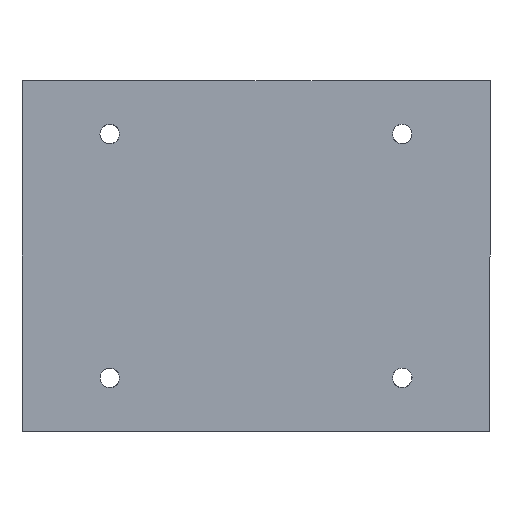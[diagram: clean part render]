
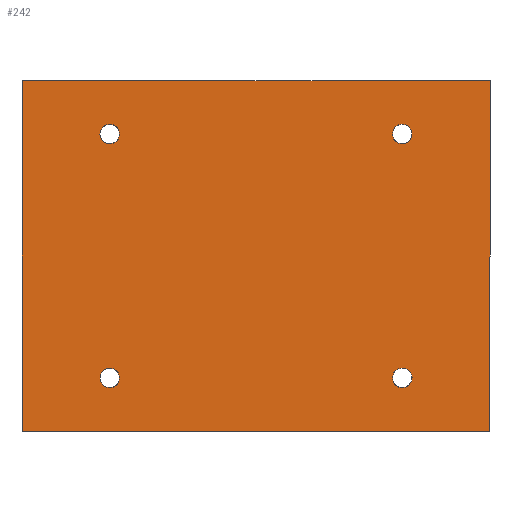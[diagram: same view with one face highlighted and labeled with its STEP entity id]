
A CAD part, front view. The second image highlights one B-rep face of the part: STEP entity #242.
In plain terms, the highlighted planar face has unit normal (0, -1, 0).
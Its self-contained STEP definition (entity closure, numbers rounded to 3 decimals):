
#5 = CARTESIAN_POINT ( 'NONE',  ( 120., -196.86, 0. ) ) ;
#8 = CARTESIAN_POINT ( 'NONE',  ( 75., -196.86, 152.5 ) ) ;
#10 = AXIS2_PLACEMENT_3D ( 'NONE', #66, #544, #671 ) ;
#11 = DIRECTION ( 'NONE',  ( 0., 1., 0. ) ) ;
#18 = DIRECTION ( 'NONE',  ( 0., 1., 0. ) ) ;
#20 = AXIS2_PLACEMENT_3D ( 'NONE', #565, #383, #433 ) ;
#22 = CARTESIAN_POINT ( 'NONE',  ( -75., -196.86, 152.5 ) ) ;
#29 = CARTESIAN_POINT ( 'NONE',  ( 80., -196.86, 152.5 ) ) ;
#33 = FACE_BOUND ( 'NONE', #68, .T. ) ;
#34 = ORIENTED_EDGE ( 'NONE', *, *, #152, .T. ) ;
#43 = FACE_BOUND ( 'NONE', #464, .T. ) ;
#46 = DIRECTION ( 'NONE',  ( 0., 0., 1. ) ) ;
#53 = DIRECTION ( 'NONE',  ( -1., 0., 0. ) ) ;
#57 = LINE ( 'NONE', #763, #435 ) ;
#58 = ORIENTED_EDGE ( 'NONE', *, *, #754, .F. ) ;
#61 = DIRECTION ( 'NONE',  ( -1., 0., 0. ) ) ;
#66 = CARTESIAN_POINT ( 'NONE',  ( -75., -196.86, 152.5 ) ) ;
#68 = EDGE_LOOP ( 'NONE', ( #360, #34 ) ) ;
#70 = CARTESIAN_POINT ( 'NONE',  ( -75., -196.86, 27.5 ) ) ;
#71 = EDGE_CURVE ( 'NONE', #400, #554, #369, .T. ) ;
#78 = ORIENTED_EDGE ( 'NONE', *, *, #457, .T. ) ;
#98 = DIRECTION ( 'NONE',  ( -1., 0., 0. ) ) ;
#102 = DIRECTION ( 'NONE',  ( 0., 1., 0. ) ) ;
#108 = CARTESIAN_POINT ( 'NONE',  ( -160.427, -196.86, 180. ) ) ;
#113 = VERTEX_POINT ( 'NONE', #150 ) ;
#115 = DIRECTION ( 'NONE',  ( -1., 0., 0. ) ) ;
#124 = CARTESIAN_POINT ( 'NONE',  ( 120., -196.86, 180. ) ) ;
#133 = LINE ( 'NONE', #108, #301 ) ;
#144 = ORIENTED_EDGE ( 'NONE', *, *, #189, .F. ) ;
#150 = CARTESIAN_POINT ( 'NONE',  ( 70., -196.86, 27.5 ) ) ;
#152 = EDGE_CURVE ( 'NONE', #113, #429, #444, .T. ) ;
#173 = DIRECTION ( 'NONE',  ( 0., 1., 0. ) ) ;
#179 = DIRECTION ( 'NONE',  ( -1., 0., 0. ) ) ;
#189 = EDGE_CURVE ( 'NONE', #521, #632, #291, .T. ) ;
#196 = FACE_BOUND ( 'NONE', #657, .T. ) ;
#242 = ADVANCED_FACE ( 'NONE', ( #496, #33, #196, #43, #658 ), #578, .F. ) ;
#249 = VERTEX_POINT ( 'NONE', #513 ) ;
#267 = LINE ( 'NONE', #450, #561 ) ;
#269 = VERTEX_POINT ( 'NONE', #784 ) ;
#275 = AXIS2_PLACEMENT_3D ( 'NONE', #508, #102, #773 ) ;
#280 = CARTESIAN_POINT ( 'NONE',  ( -120., -196.86, 180. ) ) ;
#289 = CARTESIAN_POINT ( 'NONE',  ( -70., -196.86, 27.5 ) ) ;
#291 = LINE ( 'NONE', #280, #601 ) ;
#292 = CARTESIAN_POINT ( 'NONE',  ( 70., -196.86, 152.5 ) ) ;
#299 = DIRECTION ( 'NONE',  ( -1., 0., 0. ) ) ;
#301 = VECTOR ( 'NONE', #53, 1000. ) ;
#339 = CIRCLE ( 'NONE', #669, 5. ) ;
#340 = ORIENTED_EDGE ( 'NONE', *, *, #71, .T. ) ;
#343 = EDGE_CURVE ( 'NONE', #502, #632, #133, .T. ) ;
#346 = AXIS2_PLACEMENT_3D ( 'NONE', #70, #11, #299 ) ;
#349 = ORIENTED_EDGE ( 'NONE', *, *, #368, .T. ) ;
#359 = VERTEX_POINT ( 'NONE', #292 ) ;
#360 = ORIENTED_EDGE ( 'NONE', *, *, #719, .T. ) ;
#368 = EDGE_CURVE ( 'NONE', #625, #359, #339, .T. ) ;
#369 = CIRCLE ( 'NONE', #20, 5. ) ;
#383 = DIRECTION ( 'NONE',  ( 0., 1., 0. ) ) ;
#400 = VERTEX_POINT ( 'NONE', #289 ) ;
#402 = CIRCLE ( 'NONE', #729, 5. ) ;
#412 = DIRECTION ( 'NONE',  ( 0., 0., -1. ) ) ;
#413 = DIRECTION ( 'NONE',  ( 0., 1., 0. ) ) ;
#417 = CARTESIAN_POINT ( 'NONE',  ( -120., -196.86, 0. ) ) ;
#421 = AXIS2_PLACEMENT_3D ( 'NONE', #8, #413, #179 ) ;
#429 = VERTEX_POINT ( 'NONE', #730 ) ;
#433 = DIRECTION ( 'NONE',  ( -1., 0., 0. ) ) ;
#434 = CARTESIAN_POINT ( 'NONE',  ( -80., -196.86, 27.5 ) ) ;
#435 = VECTOR ( 'NONE', #115, 1000. ) ;
#444 = CIRCLE ( 'NONE', #275, 5. ) ;
#450 = CARTESIAN_POINT ( 'NONE',  ( 120., -196.86, 180. ) ) ;
#455 = CIRCLE ( 'NONE', #689, 5. ) ;
#457 = EDGE_CURVE ( 'NONE', #359, #625, #540, .T. ) ;
#464 = EDGE_LOOP ( 'NONE', ( #696, #735 ) ) ;
#466 = EDGE_CURVE ( 'NONE', #554, #400, #528, .T. ) ;
#485 = VERTEX_POINT ( 'NONE', #5 ) ;
#492 = CIRCLE ( 'NONE', #10, 5. ) ;
#494 = EDGE_LOOP ( 'NONE', ( #587, #58, #615, #144 ) ) ;
#496 = FACE_BOUND ( 'NONE', #762, .T. ) ;
#502 = VERTEX_POINT ( 'NONE', #124 ) ;
#508 = CARTESIAN_POINT ( 'NONE',  ( 75., -196.86, 27.5 ) ) ;
#513 = CARTESIAN_POINT ( 'NONE',  ( -70., -196.86, 152.5 ) ) ;
#521 = VERTEX_POINT ( 'NONE', #417 ) ;
#522 = EDGE_CURVE ( 'NONE', #269, #249, #492, .T. ) ;
#528 = CIRCLE ( 'NONE', #346, 5. ) ;
#529 = CARTESIAN_POINT ( 'NONE',  ( 75., -196.86, 152.5 ) ) ;
#532 = ORIENTED_EDGE ( 'NONE', *, *, #466, .T. ) ;
#540 = CIRCLE ( 'NONE', #421, 5. ) ;
#544 = DIRECTION ( 'NONE',  ( 0., 1., 0. ) ) ;
#554 = VERTEX_POINT ( 'NONE', #434 ) ;
#561 = VECTOR ( 'NONE', #412, 1000. ) ;
#565 = CARTESIAN_POINT ( 'NONE',  ( -75., -196.86, 27.5 ) ) ;
#578 = PLANE ( 'NONE',  #588 ) ;
#580 = DIRECTION ( 'NONE',  ( 0., 1., 0. ) ) ;
#587 = ORIENTED_EDGE ( 'NONE', *, *, #678, .F. ) ;
#588 = AXIS2_PLACEMENT_3D ( 'NONE', #767, #580, #98 ) ;
#601 = VECTOR ( 'NONE', #46, 1000. ) ;
#612 = DIRECTION ( 'NONE',  ( -1., 0., 0. ) ) ;
#615 = ORIENTED_EDGE ( 'NONE', *, *, #343, .T. ) ;
#620 = CARTESIAN_POINT ( 'NONE',  ( -120., -196.86, 180. ) ) ;
#625 = VERTEX_POINT ( 'NONE', #29 ) ;
#632 = VERTEX_POINT ( 'NONE', #620 ) ;
#648 = DIRECTION ( 'NONE',  ( -1., 0., 0. ) ) ;
#650 = DIRECTION ( 'NONE',  ( 0., 1., 0. ) ) ;
#657 = EDGE_LOOP ( 'NONE', ( #349, #78 ) ) ;
#658 = FACE_OUTER_BOUND ( 'NONE', #494, .T. ) ;
#669 = AXIS2_PLACEMENT_3D ( 'NONE', #529, #173, #648 ) ;
#671 = DIRECTION ( 'NONE',  ( -1., 0., 0. ) ) ;
#678 = EDGE_CURVE ( 'NONE', #485, #521, #57, .T. ) ;
#689 = AXIS2_PLACEMENT_3D ( 'NONE', #768, #650, #61 ) ;
#696 = ORIENTED_EDGE ( 'NONE', *, *, #769, .T. ) ;
#719 = EDGE_CURVE ( 'NONE', #429, #113, #455, .T. ) ;
#729 = AXIS2_PLACEMENT_3D ( 'NONE', #22, #18, #612 ) ;
#730 = CARTESIAN_POINT ( 'NONE',  ( 80., -196.86, 27.5 ) ) ;
#735 = ORIENTED_EDGE ( 'NONE', *, *, #522, .T. ) ;
#754 = EDGE_CURVE ( 'NONE', #502, #485, #267, .T. ) ;
#762 = EDGE_LOOP ( 'NONE', ( #340, #532 ) ) ;
#763 = CARTESIAN_POINT ( 'NONE',  ( 0., -196.86, 0. ) ) ;
#767 = CARTESIAN_POINT ( 'NONE',  ( -160.427, -196.86, -153. ) ) ;
#768 = CARTESIAN_POINT ( 'NONE',  ( 75., -196.86, 27.5 ) ) ;
#769 = EDGE_CURVE ( 'NONE', #249, #269, #402, .T. ) ;
#773 = DIRECTION ( 'NONE',  ( -1., 0., 0. ) ) ;
#784 = CARTESIAN_POINT ( 'NONE',  ( -80., -196.86, 152.5 ) ) ;
